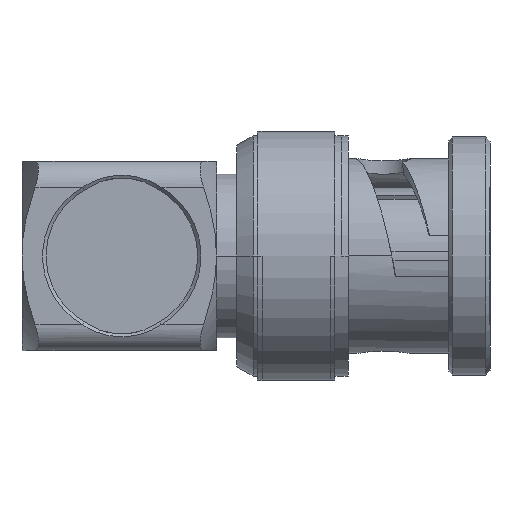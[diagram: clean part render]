
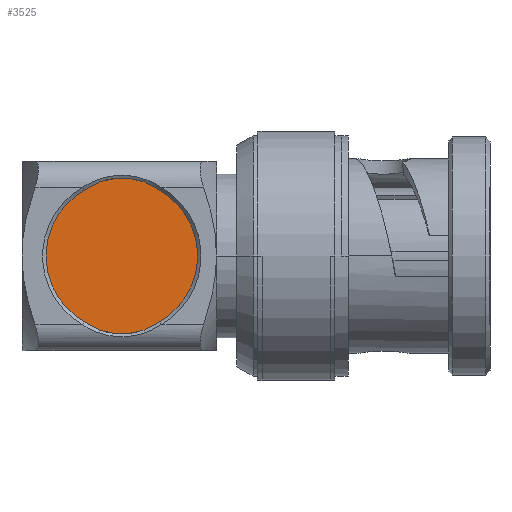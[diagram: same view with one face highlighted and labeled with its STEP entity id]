
A CAD part, left-side view. The second image highlights one B-rep face of the part: STEP entity #3525.
In plain terms, the highlighted planar face has unit normal (-1, 0, 0).
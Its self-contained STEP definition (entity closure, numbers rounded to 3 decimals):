
#587=CARTESIAN_POINT('',(-8.3,-1.288,
-4.299));
#588=CARTESIAN_POINT('',(-8.3,-1.404,
-4.244));
#589=CARTESIAN_POINT('',(-8.3,-1.623,
-4.132));
#590=CARTESIAN_POINT('',(-8.3,-1.915,
-3.972));
#591=CARTESIAN_POINT('',(-8.3,-2.09,
-3.873));
#592=CARTESIAN_POINT('',(-8.3,-2.173,
-3.826));
#598=CARTESIAN_POINT('',(-8.3,2.173,-3.826));
#599=CARTESIAN_POINT('',(-8.3,2.09,-3.873));
#600=CARTESIAN_POINT('',(-8.3,1.914,-3.972));
#601=CARTESIAN_POINT('',(-8.3,1.622,-4.132));
#602=CARTESIAN_POINT('',(-8.3,1.404,-4.244));
#603=CARTESIAN_POINT('',(-8.3,1.288,-4.299));
#616=CARTESIAN_POINT('',(-8.3,1.288,4.299));
#617=CARTESIAN_POINT('',(-8.3,1.165,4.342));
#618=CARTESIAN_POINT('',(-8.3,0.844,4.437));
#619=CARTESIAN_POINT('',(-8.3,0.307,4.524));
#620=CARTESIAN_POINT('',(-8.3,-0.311,
4.523));
#621=CARTESIAN_POINT('',(-8.3,-0.846,
4.437));
#622=CARTESIAN_POINT('',(-8.3,-1.166,4.342));
#623=CARTESIAN_POINT('',(-8.3,-1.288,4.299));
#625=CARTESIAN_POINT('',(-8.3,-1.288,
-4.299));
#626=CARTESIAN_POINT('',(-8.3,-1.165,
-4.342));
#627=CARTESIAN_POINT('',(-8.3,-0.844,
-4.437));
#628=CARTESIAN_POINT('',(-8.3,-0.307,
-4.524));
#629=CARTESIAN_POINT('',(-8.3,0.311,
-4.523));
#630=CARTESIAN_POINT('',(-8.3,0.846,
-4.437));
#631=CARTESIAN_POINT('',(-8.3,1.166,-4.342));
#632=CARTESIAN_POINT('',(-8.3,1.288,-4.299));
#634=CARTESIAN_POINT('',(-8.3,0.,
0.));
#635=DIRECTION('',(-1.,0.,0.));
#636=DIRECTION('',(0.,0.494,0.87));
#637=AXIS2_PLACEMENT_3D('',#634,#635,#636);
#648=CARTESIAN_POINT('',(-8.3,1.288,4.299));
#649=CARTESIAN_POINT('',(-8.3,1.405,4.244));
#650=CARTESIAN_POINT('',(-8.3,1.624,4.131));
#651=CARTESIAN_POINT('',(-8.3,1.916,3.971));
#652=CARTESIAN_POINT('',(-8.3,2.09,3.873));
#653=CARTESIAN_POINT('',(-8.3,2.173,3.826));
#659=CARTESIAN_POINT('',(-8.3,-2.173,3.826));
#660=CARTESIAN_POINT('',(-8.3,-2.09,3.873));
#661=CARTESIAN_POINT('',(-8.3,-1.915,3.972));
#662=CARTESIAN_POINT('',(-8.3,-1.623,4.132));
#663=CARTESIAN_POINT('',(-8.3,-1.404,4.244));
#664=CARTESIAN_POINT('',(-8.3,-1.288,4.299));
#677=CARTESIAN_POINT('',(-8.3,0.,
0.));
#678=DIRECTION('',(-1.,0.,0.));
#679=DIRECTION('',(0.,-0.494,-0.87));
#680=AXIS2_PLACEMENT_3D('',#677,#678,#679);
#2711=CARTESIAN_POINT('',(-8.3,2.173,3.826));
#2712=CARTESIAN_POINT('',(-8.3,2.173,
-3.826));
#2713=VERTEX_POINT('',#2711);
#2714=VERTEX_POINT('',#2712);
#2715=CARTESIAN_POINT('',(-8.3,-2.173,
-3.826));
#2716=CARTESIAN_POINT('',(-8.3,-2.173,
3.826));
#2717=VERTEX_POINT('',#2715);
#2718=VERTEX_POINT('',#2716);
#2719=VERTEX_POINT('',#587);
#2720=VERTEX_POINT('',#603);
#2721=VERTEX_POINT('',#648);
#2722=VERTEX_POINT('',#664);
#3504=CARTESIAN_POINT('',(-8.3,-5.5,0.));
#3505=DIRECTION('',(1.,0.,0.));
#3506=DIRECTION('',(0.,1.,0.));
#3507=AXIS2_PLACEMENT_3D('',#3504,#3505,#3506);
#3508=PLANE('',#3507);
#3510=ORIENTED_EDGE('',*,*,#3509,.F.);
#3512=ORIENTED_EDGE('',*,*,#3511,.F.);
#3514=ORIENTED_EDGE('',*,*,#3513,.T.);
#3516=ORIENTED_EDGE('',*,*,#3515,.F.);
#3518=ORIENTED_EDGE('',*,*,#3517,.F.);
#3519=ORIENTED_EDGE('',*,*,#3490,.F.);
#3521=ORIENTED_EDGE('',*,*,#3520,.T.);
#3522=ORIENTED_EDGE('',*,*,#3497,.F.);
#3523=EDGE_LOOP('',(#3510,#3512,#3514,#3516,#3518,#3519,#3521,#3522));
#3524=FACE_OUTER_BOUND('',#3523,.F.);
#3525=ADVANCED_FACE('',(#3524),#3508,.F.);
#593=B_SPLINE_CURVE_WITH_KNOTS('',3,(#587,#588,#589,#590,#591,#592),
.UNSPECIFIED.,.F.,.F.,(4,1,1,4),(0.,0.333,0.667,1.),
.UNSPECIFIED.);
#604=B_SPLINE_CURVE_WITH_KNOTS('',3,(#598,#599,#600,#601,#602,#603),
.UNSPECIFIED.,.F.,.F.,(4,1,1,4),(0.,0.333,0.667,1.),
.UNSPECIFIED.);
#624=B_SPLINE_CURVE_WITH_KNOTS('',3,(#616,#617,#618,#619,#620,#621,#622,#623),
.UNSPECIFIED.,.F.,.F.,(4,1,1,1,1,4),(0.,0.149,0.382,
0.619,0.852,1.),.UNSPECIFIED.);
#633=B_SPLINE_CURVE_WITH_KNOTS('',3,(#625,#626,#627,#628,#629,#630,#631,#632),
.UNSPECIFIED.,.F.,.F.,(4,1,1,1,1,4),(0.,0.149,0.382,
0.619,0.852,1.),.UNSPECIFIED.);
#638=CIRCLE('',#637,4.4);
#654=B_SPLINE_CURVE_WITH_KNOTS('',3,(#648,#649,#650,#651,#652,#653),
.UNSPECIFIED.,.F.,.F.,(4,1,1,4),(0.,0.333,0.667,1.),
.UNSPECIFIED.);
#665=B_SPLINE_CURVE_WITH_KNOTS('',3,(#659,#660,#661,#662,#663,#664),
.UNSPECIFIED.,.F.,.F.,(4,1,1,4),(0.,0.333,0.667,1.),
.UNSPECIFIED.);
#681=CIRCLE('',#680,4.4);
#3490=EDGE_CURVE('',#2719,#2717,#593,.T.);
#3497=EDGE_CURVE('',#2714,#2720,#604,.T.);
#3509=EDGE_CURVE('',#2713,#2714,#638,.T.);
#3511=EDGE_CURVE('',#2721,#2713,#654,.T.);
#3513=EDGE_CURVE('',#2721,#2722,#624,.T.);
#3515=EDGE_CURVE('',#2718,#2722,#665,.T.);
#3517=EDGE_CURVE('',#2717,#2718,#681,.T.);
#3520=EDGE_CURVE('',#2719,#2720,#633,.T.);
